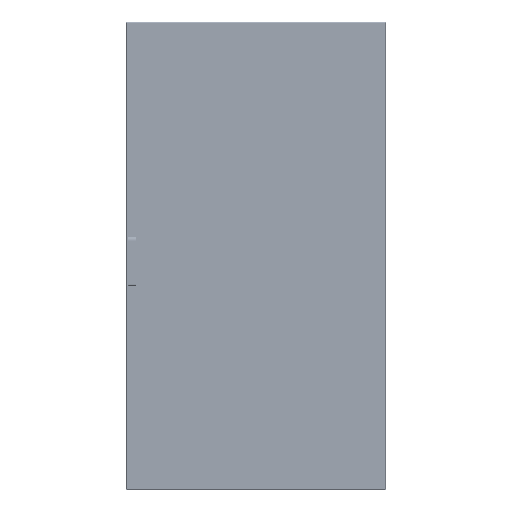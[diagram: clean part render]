
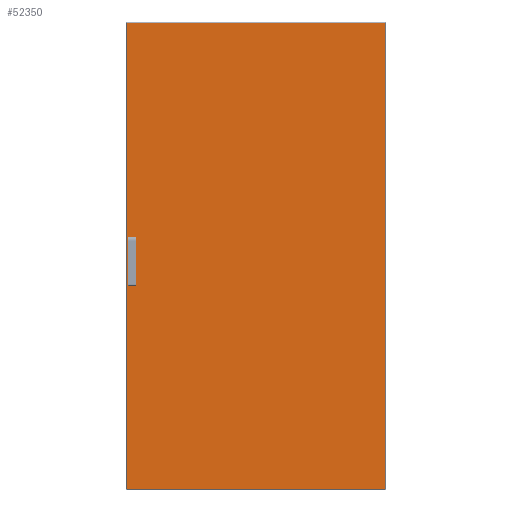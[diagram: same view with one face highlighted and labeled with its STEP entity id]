
A CAD part, top view. The second image highlights one B-rep face of the part: STEP entity #52350.
In plain terms, the highlighted planar face has unit normal (0, 0, 1).
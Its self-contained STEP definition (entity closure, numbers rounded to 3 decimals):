
#4702 = CARTESIAN_POINT ( 'NONE',  ( -488., 50., 0. ) ) ;
#4703 = CARTESIAN_POINT ( 'NONE',  ( -480., 50., 0. ) ) ;
#4709 = DIRECTION ( 'NONE',  ( 0., -1., 0. ) ) ;
#4713 = DIRECTION ( 'NONE',  ( -1., 0., 0. ) ) ;
#4717 = CARTESIAN_POINT ( 'NONE',  ( -488., 50., 0. ) ) ;
#4726 = DIRECTION ( 'NONE',  ( 0., -1., 0. ) ) ;
#4747 = CARTESIAN_POINT ( 'NONE',  ( -488., -50., 0. ) ) ;
#4752 = DIRECTION ( 'NONE',  ( 1., 0., 0. ) ) ;
#4782 = CARTESIAN_POINT ( 'NONE',  ( -480., -54.3, 0. ) ) ;
#4788 = DIRECTION ( 'NONE',  ( 0., -1., 0. ) ) ;
#5205 = CIRCLE ( 'NONE', #26061, 4.5 ) ;
#5248 = LINE ( 'NONE', #4703, #5256 ) ;
#5253 = LINE ( 'NONE', #4702, #5260 ) ;
#5256 = VECTOR ( 'NONE', #4709, 1000. ) ;
#5260 = VECTOR ( 'NONE', #4713, 1000. ) ;
#5264 = LINE ( 'NONE', #4717, #5271 ) ;
#5271 = VECTOR ( 'NONE', #4726, 1000. ) ;
#5281 = LINE ( 'NONE', #4747, #5286 ) ;
#5286 = VECTOR ( 'NONE', #4752, 1000. ) ;
#5307 = LINE ( 'NONE', #4782, #5312 ) ;
#5312 = VECTOR ( 'NONE', #4788, 1000. ) ;
#6036 = CARTESIAN_POINT ( 'NONE',  ( -471., -50., 0. ) ) ;
#6038 = DIRECTION ( 'NONE',  ( 1., 0., 0. ) ) ;
#6044 = CARTESIAN_POINT ( 'NONE',  ( -463., 50., 0. ) ) ;
#6051 = DIRECTION ( 'NONE',  ( 0., 1., 0. ) ) ;
#6052 = CARTESIAN_POINT ( 'NONE',  ( -471., 50., 0. ) ) ;
#6065 = DIRECTION ( 'NONE',  ( -1., 0., 0. ) ) ;
#6069 = CARTESIAN_POINT ( 'NONE',  ( -471., 50., 0. ) ) ;
#6082 = DIRECTION ( 'NONE',  ( 0., 1., 0. ) ) ;
#6140 = CARTESIAN_POINT ( 'NONE',  ( -475.5, 54.3, 0. ) ) ;
#6141 = DIRECTION ( 'NONE',  ( 0., 0., 1. ) ) ;
#6142 = DIRECTION ( 'NONE',  ( 1., 0., 0. ) ) ;
#6459 = CIRCLE ( 'NONE', #26088, 4.5 ) ;
#6565 = CARTESIAN_POINT ( 'NONE',  ( -475.5, -54.3, 0. ) ) ;
#6567 = DIRECTION ( 'NONE',  ( 0., 0., 1. ) ) ;
#6569 = DIRECTION ( 'NONE',  ( 1., 0., 0. ) ) ;
#6781 = LINE ( 'NONE', #6036, #6786 ) ;
#6786 = VECTOR ( 'NONE', #6038, 1000. ) ;
#6792 = LINE ( 'NONE', #6044, #6805 ) ;
#6805 = VECTOR ( 'NONE', #6051, 1000. ) ;
#6818 = LINE ( 'NONE', #6052, #6829 ) ;
#6829 = VECTOR ( 'NONE', #6065, 1000. ) ;
#6841 = LINE ( 'NONE', #6069, #6856 ) ;
#6856 = VECTOR ( 'NONE', #6082, 1000. ) ;
#7209 = DIRECTION ( 'NONE',  ( -1., 0., 0. ) ) ;
#7224 = CARTESIAN_POINT ( 'NONE',  ( 494., 894.5, 0. ) ) ;
#9826 = LINE ( 'NONE', #10565, #9830 ) ;
#9830 = VECTOR ( 'NONE', #10568, 1000. ) ;
#9834 = VECTOR ( 'NONE', #10646, 1000. ) ;
#9841 = LINE ( 'NONE', #10643, #9834 ) ;
#10504 = CARTESIAN_POINT ( 'NONE',  ( 494., -897.5, 0. ) ) ;
#10506 = DIRECTION ( 'NONE',  ( 0., 1., 0. ) ) ;
#10523 = CARTESIAN_POINT ( 'NONE',  ( -494., -894.5, 0. ) ) ;
#10531 = DIRECTION ( 'NONE',  ( 1., 0., 0. ) ) ;
#10565 = CARTESIAN_POINT ( 'NONE',  ( -494., 897.5, 0. ) ) ;
#10568 = DIRECTION ( 'NONE',  ( 0., -1., 0. ) ) ;
#10643 = CARTESIAN_POINT ( 'NONE',  ( -471., -54.3, 0. ) ) ;
#10646 = DIRECTION ( 'NONE',  ( 0., 1., 0. ) ) ;
#10863 = LINE ( 'NONE', #7224, #10865 ) ;
#10865 = VECTOR ( 'NONE', #7209, 1000. ) ;
#10887 = LINE ( 'NONE', #10504, #10891 ) ;
#10891 = VECTOR ( 'NONE', #10506, 1000. ) ;
#10895 = LINE ( 'NONE', #10523, #10897 ) ;
#10897 = VECTOR ( 'NONE', #10531, 1000. ) ;
#26061 = AXIS2_PLACEMENT_3D ( 'NONE', #6140, #6141, #6142 ) ;
#26088 = AXIS2_PLACEMENT_3D ( 'NONE', #6565, #6567, #6569 ) ;
#44476 = EDGE_CURVE ( 'NONE', #57803, #55920, #10863, .T. ) ;
#44508 = EDGE_CURVE ( 'NONE', #56082, #57803, #10887, .T. ) ;
#44512 = EDGE_CURVE ( 'NONE', #55366, #56082, #10895, .T. ) ;
#44518 = EDGE_CURVE ( 'NONE', #55920, #55366, #9826, .T. ) ;
#44529 = EDGE_CURVE ( 'NONE', #56207, #56104, #9841, .T. ) ;
#44811 = EDGE_CURVE ( 'NONE', #56063, #56207, #6459, .T. ) ;
#45009 = EDGE_CURVE ( 'NONE', #56104, #56185, #6781, .T. ) ;
#45021 = EDGE_CURVE ( 'NONE', #56185, #57770, #6792, .T. ) ;
#45032 = EDGE_CURVE ( 'NONE', #57770, #57771, #6818, .T. ) ;
#45050 = EDGE_CURVE ( 'NONE', #57771, #57811, #6841, .T. ) ;
#45109 = EDGE_CURVE ( 'NONE', #57811, #57805, #5205, .T. ) ;
#45136 = EDGE_CURVE ( 'NONE', #57805, #57773, #5248, .T. ) ;
#45138 = EDGE_CURVE ( 'NONE', #57773, #56149, #5253, .T. ) ;
#45144 = EDGE_CURVE ( 'NONE', #56149, #55389, #5264, .T. ) ;
#45154 = EDGE_CURVE ( 'NONE', #55389, #55987, #5281, .T. ) ;
#45170 = EDGE_CURVE ( 'NONE', #55987, #56063, #5307, .T. ) ;
#47959 = EDGE_LOOP ( 'NONE', ( #54040, #54038, #54036, #54034, #54032, #54030, #54028, #54026, #54024, #54022, #54020, #54018 ) ) ;
#48181 = EDGE_LOOP ( 'NONE', ( #54016, #54014, #54012, #54010 ) ) ;
#52350 = ADVANCED_FACE ( 'NONE', ( #62462, #62466 ), #60618, .T. ) ;
#52788 = CARTESIAN_POINT ( 'NONE',  ( -471., -54.3, 0. ) ) ;
#52815 = CARTESIAN_POINT ( 'NONE',  ( -463., 50., 0. ) ) ;
#52816 = CARTESIAN_POINT ( 'NONE',  ( -471., 50., 0. ) ) ;
#52818 = CARTESIAN_POINT ( 'NONE',  ( -480., 50., 0. ) ) ;
#52848 = CARTESIAN_POINT ( 'NONE',  ( 494., 894.5, 0. ) ) ;
#52850 = CARTESIAN_POINT ( 'NONE',  ( -480., 54.3, 0. ) ) ;
#52856 = CARTESIAN_POINT ( 'NONE',  ( -471., 54.3, 0. ) ) ;
#53306 = CARTESIAN_POINT ( 'NONE',  ( -494., 894.5, 0. ) ) ;
#53345 = CARTESIAN_POINT ( 'NONE',  ( -480., -50., 0. ) ) ;
#53389 = CARTESIAN_POINT ( 'NONE',  ( -480., -54.3, 0. ) ) ;
#53401 = CARTESIAN_POINT ( 'NONE',  ( 494., -894.5, 0. ) ) ;
#53419 = CARTESIAN_POINT ( 'NONE',  ( -471., -50., 0. ) ) ;
#53459 = CARTESIAN_POINT ( 'NONE',  ( -488., 50., 0. ) ) ;
#53495 = CARTESIAN_POINT ( 'NONE',  ( -463., -50., 0. ) ) ;
#53766 = CARTESIAN_POINT ( 'NONE',  ( -494., -894.5, 0. ) ) ;
#53798 = CARTESIAN_POINT ( 'NONE',  ( -488., -50., 0. ) ) ;
#54010 = ORIENTED_EDGE ( 'NONE', *, *, #44476, .T. ) ;
#54012 = ORIENTED_EDGE ( 'NONE', *, *, #44508, .T. ) ;
#54014 = ORIENTED_EDGE ( 'NONE', *, *, #44512, .T. ) ;
#54016 = ORIENTED_EDGE ( 'NONE', *, *, #44518, .T. ) ;
#54018 = ORIENTED_EDGE ( 'NONE', *, *, #44529, .F. ) ;
#54020 = ORIENTED_EDGE ( 'NONE', *, *, #45009, .F. ) ;
#54022 = ORIENTED_EDGE ( 'NONE', *, *, #45021, .F. ) ;
#54024 = ORIENTED_EDGE ( 'NONE', *, *, #45032, .F. ) ;
#54026 = ORIENTED_EDGE ( 'NONE', *, *, #45050, .F. ) ;
#54028 = ORIENTED_EDGE ( 'NONE', *, *, #45109, .F. ) ;
#54030 = ORIENTED_EDGE ( 'NONE', *, *, #45136, .F. ) ;
#54032 = ORIENTED_EDGE ( 'NONE', *, *, #45138, .F. ) ;
#54034 = ORIENTED_EDGE ( 'NONE', *, *, #45144, .F. ) ;
#54036 = ORIENTED_EDGE ( 'NONE', *, *, #45154, .F. ) ;
#54038 = ORIENTED_EDGE ( 'NONE', *, *, #45170, .F. ) ;
#54040 = ORIENTED_EDGE ( 'NONE', *, *, #44811, .F. ) ;
#55366 = VERTEX_POINT ( 'NONE', #53766 ) ;
#55389 = VERTEX_POINT ( 'NONE', #53798 ) ;
#55920 = VERTEX_POINT ( 'NONE', #53306 ) ;
#55987 = VERTEX_POINT ( 'NONE', #53345 ) ;
#56063 = VERTEX_POINT ( 'NONE', #53389 ) ;
#56082 = VERTEX_POINT ( 'NONE', #53401 ) ;
#56104 = VERTEX_POINT ( 'NONE', #53419 ) ;
#56149 = VERTEX_POINT ( 'NONE', #53459 ) ;
#56185 = VERTEX_POINT ( 'NONE', #53495 ) ;
#56207 = VERTEX_POINT ( 'NONE', #52788 ) ;
#56794 = AXIS2_PLACEMENT_3D ( 'NONE', #60612, #60620, #60622 ) ;
#57770 = VERTEX_POINT ( 'NONE', #52815 ) ;
#57771 = VERTEX_POINT ( 'NONE', #52816 ) ;
#57773 = VERTEX_POINT ( 'NONE', #52818 ) ;
#57803 = VERTEX_POINT ( 'NONE', #52848 ) ;
#57805 = VERTEX_POINT ( 'NONE', #52850 ) ;
#57811 = VERTEX_POINT ( 'NONE', #52856 ) ;
#60612 = CARTESIAN_POINT ( 'NONE',  ( 0., 0., 0. ) ) ;
#60618 = PLANE ( 'NONE',  #56794 ) ;
#60620 = DIRECTION ( 'NONE',  ( 0., 0., 1. ) ) ;
#60622 = DIRECTION ( 'NONE',  ( 1., 0., 0. ) ) ;
#62462 = FACE_BOUND ( 'NONE', #47959, .T. ) ;
#62466 = FACE_OUTER_BOUND ( 'NONE', #48181, .T. ) ;
